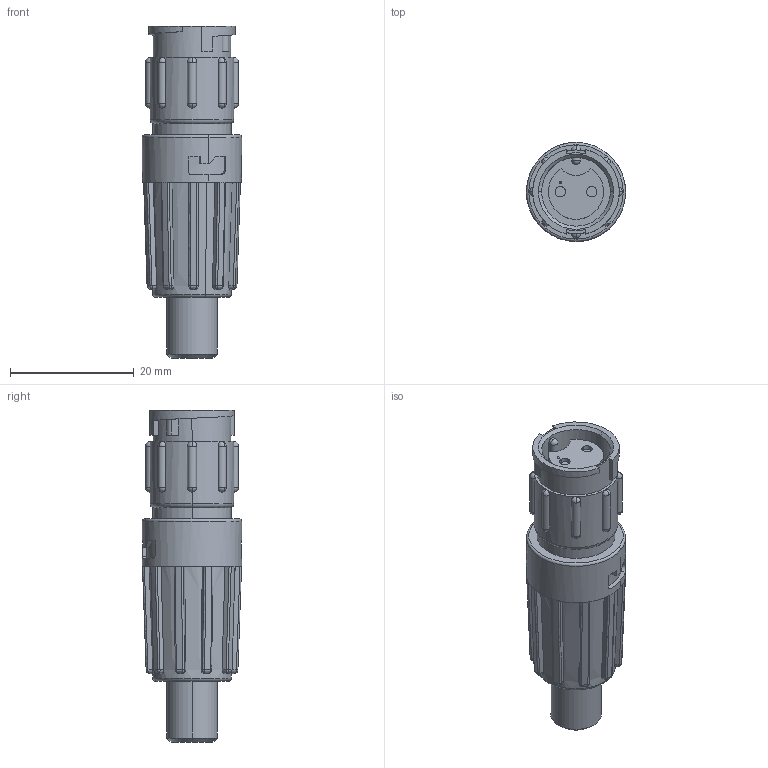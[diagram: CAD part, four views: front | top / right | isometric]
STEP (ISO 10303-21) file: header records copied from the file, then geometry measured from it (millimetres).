
FILE_DESCRIPTION (( 'STEP AP203' ), '1' );
FILE_NAME ('8282-2SG-5XX.STEP', '2017-04-24T14:21:44', ( '' ), ( '' ), 'SwSTEP 2.0', 'SolidWorks 2014', '' );
FILE_SCHEMA (( 'CONFIG_CONTROL_DESIGN' ));
Length unit declared in the file: inch
Products named in the file (2): 8282-2SG-5XX
Bounding box: 16 x 16 x 53.6 mm (x, y, z)
Volume: 6407.5 mm3; surface area: 3768.7 mm2
Topology: 1 solids, 1 shells, 273 faces, 765 edges, 449 vertices
Faces by surface type: bspline 82, plane 80, cylinder 65, sphere 34, cone 6, torus 6
Entity records: 15558 total; most frequent: CARTESIAN_POINT 9582, ORIENTED_EDGE 1352, DIRECTION 1025, EDGE_CURVE 676, VERTEX_POINT 414, AXIS2_PLACEMENT_3D 404, EDGE_LOOP 282, FACE_OUTER_BOUND 273
